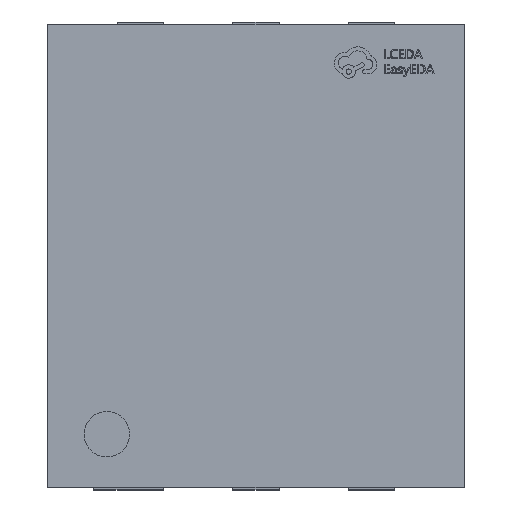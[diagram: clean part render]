
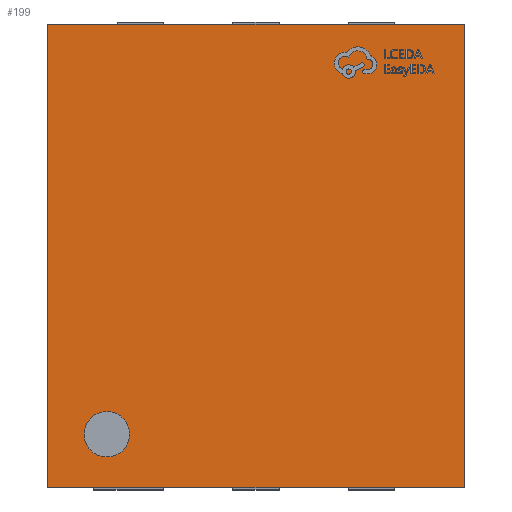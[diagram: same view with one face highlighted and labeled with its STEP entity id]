
A CAD part, top view. The second image highlights one B-rep face of the part: STEP entity #199.
In plain terms, the highlighted planar face has unit normal (0, 0, 1).
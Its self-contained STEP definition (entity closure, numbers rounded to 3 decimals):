
#140 = VERTEX_POINT('',#141);
#141 = CARTESIAN_POINT('',(-0.521,-0.771,
    0.62));
#147 = EDGE_CURVE('',#140,#148,#150,.T.);
#148 = VERTEX_POINT('',#149);
#149 = CARTESIAN_POINT('',(-0.717,-0.771,
    0.62));
#150 = B_SPLINE_CURVE_WITH_KNOTS('',3,(#151,#152,#153,#154,#155,#156,
    #157,#158,#159),.UNSPECIFIED.,.F.,.F.,(4,1,1,1,1,1,4),(0.,
    0.091,0.182,0.273,0.364,
    0.455,0.5),.UNSPECIFIED.);
#151 = CARTESIAN_POINT('',(-0.521,-0.771,
    0.62));
#152 = CARTESIAN_POINT('',(-0.521,-0.789,
    0.62));
#153 = CARTESIAN_POINT('',(-0.532,-0.827,
    0.62));
#154 = CARTESIAN_POINT('',(-0.576,-0.865,
    0.62));
#155 = CARTESIAN_POINT('',(-0.634,-0.873,
    0.62));
#156 = CARTESIAN_POINT('',(-0.687,-0.849,
    0.62));
#157 = CARTESIAN_POINT('',(-0.713,-0.808,
    0.62));
#158 = CARTESIAN_POINT('',(-0.717,-0.78,
    0.62));
#159 = CARTESIAN_POINT('',(-0.717,-0.771,
    0.62));
#199 = ADVANCED_FACE('',(#200,#234),#249,.T.);
#200 = FACE_BOUND('',#201,.T.);
#201 = EDGE_LOOP('',(#202,#212,#220,#228));
#202 = ORIENTED_EDGE('',*,*,#203,.T.);
#203 = EDGE_CURVE('',#204,#206,#208,.T.);
#204 = VERTEX_POINT('',#205);
#205 = CARTESIAN_POINT('',(0.925,-1.,0.62)
  );
#206 = VERTEX_POINT('',#207);
#207 = CARTESIAN_POINT('',(0.925,1.,0.62)
  );
#208 = LINE('',#209,#210);
#209 = CARTESIAN_POINT('',(0.925,1.,0.62)
  );
#210 = VECTOR('',#211,1.);
#211 = DIRECTION('',(0.,1.,0.));
#212 = ORIENTED_EDGE('',*,*,#213,.T.);
#213 = EDGE_CURVE('',#206,#214,#216,.T.);
#214 = VERTEX_POINT('',#215);
#215 = CARTESIAN_POINT('',(-0.875,1.,0.62
    ));
#216 = LINE('',#217,#218);
#217 = CARTESIAN_POINT('',(-0.875,1.,0.62
    ));
#218 = VECTOR('',#219,1.);
#219 = DIRECTION('',(-1.,-0.,-0.));
#220 = ORIENTED_EDGE('',*,*,#221,.T.);
#221 = EDGE_CURVE('',#214,#222,#224,.T.);
#222 = VERTEX_POINT('',#223);
#223 = CARTESIAN_POINT('',(-0.875,-1.,0.62
    ));
#224 = LINE('',#225,#226);
#225 = CARTESIAN_POINT('',(-0.875,1.,0.62
    ));
#226 = VECTOR('',#227,1.);
#227 = DIRECTION('',(0.,-1.,0.));
#228 = ORIENTED_EDGE('',*,*,#229,.T.);
#229 = EDGE_CURVE('',#222,#204,#230,.T.);
#230 = LINE('',#231,#232);
#231 = CARTESIAN_POINT('',(-0.875,-1.,0.62
    ));
#232 = VECTOR('',#233,1.);
#233 = DIRECTION('',(1.,0.,0.));
#234 = FACE_BOUND('',#235,.T.);
#235 = EDGE_LOOP('',(#236,#237));
#236 = ORIENTED_EDGE('',*,*,#147,.T.);
#237 = ORIENTED_EDGE('',*,*,#238,.T.);
#238 = EDGE_CURVE('',#148,#140,#239,.T.);
#239 = B_SPLINE_CURVE_WITH_KNOTS('',3,(#240,#241,#242,#243,#244,#245,
    #246,#247,#248),.UNSPECIFIED.,.F.,.F.,(4,1,1,1,1,1,4),(0.5,
    0.545,0.636,0.727,0.818,
    0.909,1.),.UNSPECIFIED.);
#240 = CARTESIAN_POINT('',(-0.717,-0.771,
    0.62));
#241 = CARTESIAN_POINT('',(-0.717,-0.761,
    0.62));
#242 = CARTESIAN_POINT('',(-0.713,-0.733,
    0.62));
#243 = CARTESIAN_POINT('',(-0.687,-0.692,
    0.62));
#244 = CARTESIAN_POINT('',(-0.634,-0.668,
    0.62));
#245 = CARTESIAN_POINT('',(-0.576,-0.676,
    0.62));
#246 = CARTESIAN_POINT('',(-0.532,-0.715,
    0.62));
#247 = CARTESIAN_POINT('',(-0.521,-0.752,
    0.62));
#248 = CARTESIAN_POINT('',(-0.521,-0.771,
    0.62));
#249 = PLANE('',#250);
#250 = AXIS2_PLACEMENT_3D('',#251,#252,#253);
#251 = CARTESIAN_POINT('',(0.025,0.,
    0.62));
#252 = DIRECTION('',(0.,0.,1.));
#253 = DIRECTION('',(1.,0.,-0.));
